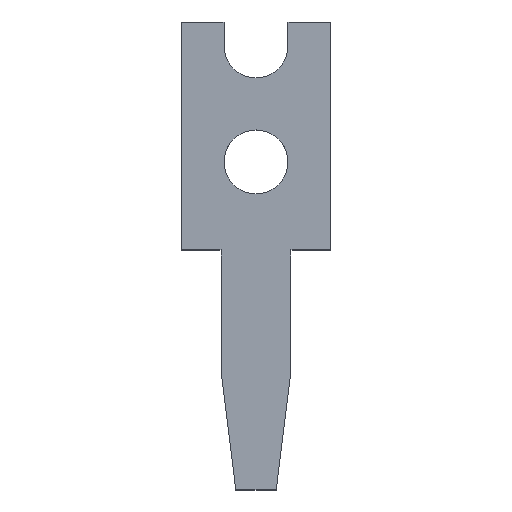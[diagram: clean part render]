
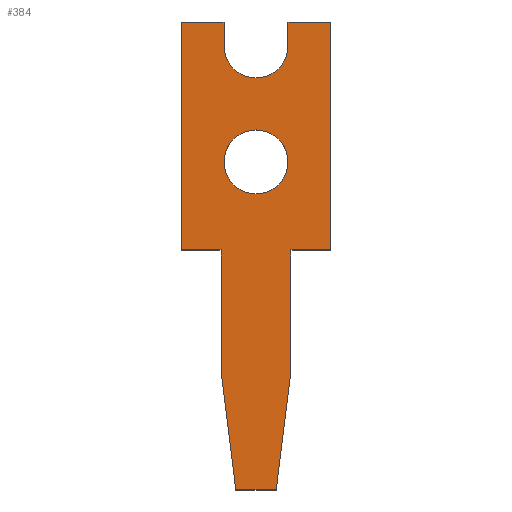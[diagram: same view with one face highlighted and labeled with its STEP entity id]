
A CAD part, top view. The second image highlights one B-rep face of the part: STEP entity #384.
In plain terms, the highlighted planar face has unit normal (0, 0, 1).
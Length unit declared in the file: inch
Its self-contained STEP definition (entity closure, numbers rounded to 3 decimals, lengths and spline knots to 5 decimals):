
#2 = LINE ( 'NONE', #94, #51 ) ;
#6 = EDGE_CURVE ( 'NONE', #523, #222, #455, .T. ) ;
#7 = VERTEX_POINT ( 'NONE', #138 ) ;
#8 = DIRECTION ( 'NONE',  ( 0., 0., -1. ) ) ;
#18 = DIRECTION ( 'NONE',  ( 1., 0., 0. ) ) ;
#19 = VERTEX_POINT ( 'NONE', #225 ) ;
#20 = CARTESIAN_POINT ( 'NONE',  ( 0., 0.222, 0.025 ) ) ;
#22 = DIRECTION ( 'NONE',  ( 0., -1., 0. ) ) ;
#24 = ORIENTED_EDGE ( 'NONE', *, *, #279, .T. ) ;
#26 = DIRECTION ( 'NONE',  ( 0., 0., -1. ) ) ;
#27 = CARTESIAN_POINT ( 'NONE',  ( 0.016, 0.234, 0.025 ) ) ;
#34 = EDGE_CURVE ( 'NONE', #100, #421, #357, .T. ) ;
#38 = LINE ( 'NONE', #460, #569 ) ;
#39 = DIRECTION ( 'NONE',  ( -1., 0., 0. ) ) ;
#43 = CARTESIAN_POINT ( 'NONE',  ( -0.0175, 0.12, 0.025 ) ) ;
#48 = VERTEX_POINT ( 'NONE', #553 ) ;
#51 = VECTOR ( 'NONE', #191, 39.37008 ) ;
#59 = EDGE_LOOP ( 'NONE', ( #158, #199 ) ) ;
#62 = LINE ( 'NONE', #475, #89 ) ;
#65 = LINE ( 'NONE', #204, #383 ) ;
#74 = DIRECTION ( 'NONE',  ( 0.122, -0.993, 0. ) ) ;
#77 = LINE ( 'NONE', #454, #190 ) ;
#89 = VECTOR ( 'NONE', #248, 39.37008 ) ;
#90 = VERTEX_POINT ( 'NONE', #43 ) ;
#94 = CARTESIAN_POINT ( 'NONE',  ( 0.01013, 0., 0.025 ) ) ;
#100 = VERTEX_POINT ( 'NONE', #192 ) ;
#102 = EDGE_CURVE ( 'NONE', #48, #276, #401, .T. ) ;
#107 = FACE_BOUND ( 'NONE', #59, .T. ) ;
#110 = ORIENTED_EDGE ( 'NONE', *, *, #492, .T. ) ;
#115 = CARTESIAN_POINT ( 'NONE',  ( -0.0175, 0.06, 0.025 ) ) ;
#119 = DIRECTION ( 'NONE',  ( 0., 0., 1. ) ) ;
#130 = AXIS2_PLACEMENT_3D ( 'NONE', #244, #289, #431 ) ;
#133 = VECTOR ( 'NONE', #18, 39.37008 ) ;
#134 = EDGE_CURVE ( 'NONE', #507, #90, #385, .T. ) ;
#138 = CARTESIAN_POINT ( 'NONE',  ( 0.01013, 0., 0.025 ) ) ;
#146 = EDGE_CURVE ( 'NONE', #90, #441, #62, .T. ) ;
#148 = ORIENTED_EDGE ( 'NONE', *, *, #146, .T. ) ;
#150 = DIRECTION ( 'NONE',  ( -1., 0., 0. ) ) ;
#152 = AXIS2_PLACEMENT_3D ( 'NONE', #20, #119, #403 ) ;
#155 = EDGE_LOOP ( 'NONE', ( #349, #470, #24, #589, #532, #405, #566, #272, #110, #266, #148, #337, #208, #501 ) ) ;
#158 = ORIENTED_EDGE ( 'NONE', *, *, #468, .T. ) ;
#163 = CARTESIAN_POINT ( 'NONE',  ( -0.01013, 0., 0.025 ) ) ;
#166 = FACE_OUTER_BOUND ( 'NONE', #155, .T. ) ;
#170 = VECTOR ( 'NONE', #228, 39.37008 ) ;
#174 = DIRECTION ( 'NONE',  ( 0., 1., 0. ) ) ;
#183 = CARTESIAN_POINT ( 'NONE',  ( 0.0175, 0.06, 0.025 ) ) ;
#184 = DIRECTION ( 'NONE',  ( 0., -1., 0. ) ) ;
#190 = VECTOR ( 'NONE', #74, 39.37008 ) ;
#191 = DIRECTION ( 'NONE',  ( 0.122, 0.993, 0. ) ) ;
#192 = CARTESIAN_POINT ( 'NONE',  ( 0.0375, 0.234, 0.025 ) ) ;
#199 = ORIENTED_EDGE ( 'NONE', *, *, #102, .T. ) ;
#204 = CARTESIAN_POINT ( 'NONE',  ( 0.016, 0.222, 0.025 ) ) ;
#208 = ORIENTED_EDGE ( 'NONE', *, *, #359, .T. ) ;
#209 = CARTESIAN_POINT ( 'NONE',  ( -0.016, 0.222, 0.025 ) ) ;
#210 = AXIS2_PLACEMENT_3D ( 'NONE', #259, #26, #355 ) ;
#212 = LINE ( 'NONE', #551, #433 ) ;
#219 = EDGE_CURVE ( 'NONE', #477, #297, #483, .T. ) ;
#221 = VECTOR ( 'NONE', #593, 39.37008 ) ;
#222 = VERTEX_POINT ( 'NONE', #231 ) ;
#225 = CARTESIAN_POINT ( 'NONE',  ( 0.0375, 0.12, 0.025 ) ) ;
#228 = DIRECTION ( 'NONE',  ( -1., 0., 0. ) ) ;
#229 = VERTEX_POINT ( 'NONE', #592 ) ;
#231 = CARTESIAN_POINT ( 'NONE',  ( 0.0175, 0.12, 0.025 ) ) ;
#234 = CARTESIAN_POINT ( 'NONE',  ( -0.016, 0.164, 0.025 ) ) ;
#241 = EDGE_CURVE ( 'NONE', #297, #358, #363, .T. ) ;
#244 = CARTESIAN_POINT ( 'NONE',  ( 0., 0.164, 0.025 ) ) ;
#245 = LINE ( 'NONE', #435, #133 ) ;
#248 = DIRECTION ( 'NONE',  ( 0., -1., 0. ) ) ;
#258 = EDGE_CURVE ( 'NONE', #7, #523, #2, .T. ) ;
#259 = CARTESIAN_POINT ( 'NONE',  ( 0., 0.164, 0.025 ) ) ;
#260 = CARTESIAN_POINT ( 'NONE',  ( 0.0375, 0.222, 0.025 ) ) ;
#266 = ORIENTED_EDGE ( 'NONE', *, *, #134, .T. ) ;
#272 = ORIENTED_EDGE ( 'NONE', *, *, #575, .T. ) ;
#273 = DIRECTION ( 'NONE',  ( 1., 0., 0. ) ) ;
#276 = VERTEX_POINT ( 'NONE', #234 ) ;
#279 = EDGE_CURVE ( 'NONE', #19, #100, #513, .T. ) ;
#280 = LINE ( 'NONE', #415, #329 ) ;
#289 = DIRECTION ( 'NONE',  ( 0., 0., -1. ) ) ;
#297 = VERTEX_POINT ( 'NONE', #209 ) ;
#304 = VECTOR ( 'NONE', #481, 39.37008 ) ;
#320 = CARTESIAN_POINT ( 'NONE',  ( -0.016, 0.222, 0.025 ) ) ;
#329 = VECTOR ( 'NONE', #273, 39.37008 ) ;
#337 = ORIENTED_EDGE ( 'NONE', *, *, #414, .T. ) ;
#349 = ORIENTED_EDGE ( 'NONE', *, *, #6, .T. ) ;
#354 = VERTEX_POINT ( 'NONE', #163 ) ;
#355 = DIRECTION ( 'NONE',  ( -1., 0., 0. ) ) ;
#357 = LINE ( 'NONE', #496, #170 ) ;
#358 = VERTEX_POINT ( 'NONE', #571 ) ;
#359 = EDGE_CURVE ( 'NONE', #354, #7, #245, .T. ) ;
#363 = LINE ( 'NONE', #320, #594 ) ;
#367 = EDGE_CURVE ( 'NONE', #421, #477, #65, .T. ) ;
#375 = CARTESIAN_POINT ( 'NONE',  ( 0., 0.12, 0.025 ) ) ;
#383 = VECTOR ( 'NONE', #22, 39.37008 ) ;
#384 = ADVANCED_FACE ( 'NONE', ( #107, #166 ), #438, .T. ) ;
#385 = LINE ( 'NONE', #375, #568 ) ;
#401 = CIRCLE ( 'NONE', #130, 0.016 ) ;
#403 = DIRECTION ( 'NONE',  ( 1., 0., 0. ) ) ;
#405 = ORIENTED_EDGE ( 'NONE', *, *, #219, .T. ) ;
#407 = CARTESIAN_POINT ( 'NONE',  ( 0.0175, 0.222, 0.025 ) ) ;
#414 = EDGE_CURVE ( 'NONE', #441, #354, #77, .T. ) ;
#415 = CARTESIAN_POINT ( 'NONE',  ( 0., 0.12, 0.025 ) ) ;
#421 = VERTEX_POINT ( 'NONE', #27 ) ;
#431 = DIRECTION ( 'NONE',  ( -1., 0., 0. ) ) ;
#433 = VECTOR ( 'NONE', #184, 39.37008 ) ;
#435 = CARTESIAN_POINT ( 'NONE',  ( 0., 0., 0.025 ) ) ;
#438 = PLANE ( 'NONE',  #152 ) ;
#441 = VERTEX_POINT ( 'NONE', #115 ) ;
#454 = CARTESIAN_POINT ( 'NONE',  ( -0.0175, 0.06, 0.025 ) ) ;
#455 = LINE ( 'NONE', #407, #221 ) ;
#460 = CARTESIAN_POINT ( 'NONE',  ( 0., 0.234, 0.025 ) ) ;
#468 = EDGE_CURVE ( 'NONE', #276, #48, #498, .T. ) ;
#470 = ORIENTED_EDGE ( 'NONE', *, *, #547, .T. ) ;
#475 = CARTESIAN_POINT ( 'NONE',  ( -0.0175, 0.222, 0.025 ) ) ;
#477 = VERTEX_POINT ( 'NONE', #497 ) ;
#481 = DIRECTION ( 'NONE',  ( 0., 1., 0. ) ) ;
#483 = CIRCLE ( 'NONE', #556, 0.016 ) ;
#492 = EDGE_CURVE ( 'NONE', #229, #507, #212, .T. ) ;
#496 = CARTESIAN_POINT ( 'NONE',  ( 0., 0.234, 0.025 ) ) ;
#497 = CARTESIAN_POINT ( 'NONE',  ( 0.016, 0.222, 0.025 ) ) ;
#498 = CIRCLE ( 'NONE', #210, 0.016 ) ;
#501 = ORIENTED_EDGE ( 'NONE', *, *, #258, .T. ) ;
#502 = CARTESIAN_POINT ( 'NONE',  ( -0.0375, 0.12, 0.025 ) ) ;
#507 = VERTEX_POINT ( 'NONE', #502 ) ;
#513 = LINE ( 'NONE', #260, #304 ) ;
#515 = DIRECTION ( 'NONE',  ( 1., 0., 0. ) ) ;
#523 = VERTEX_POINT ( 'NONE', #183 ) ;
#532 = ORIENTED_EDGE ( 'NONE', *, *, #367, .T. ) ;
#547 = EDGE_CURVE ( 'NONE', #222, #19, #280, .T. ) ;
#551 = CARTESIAN_POINT ( 'NONE',  ( -0.0375, 0.222, 0.025 ) ) ;
#553 = CARTESIAN_POINT ( 'NONE',  ( 0.016, 0.164, 0.025 ) ) ;
#556 = AXIS2_PLACEMENT_3D ( 'NONE', #560, #8, #150 ) ;
#560 = CARTESIAN_POINT ( 'NONE',  ( 0., 0.222, 0.025 ) ) ;
#566 = ORIENTED_EDGE ( 'NONE', *, *, #241, .T. ) ;
#568 = VECTOR ( 'NONE', #515, 39.37008 ) ;
#569 = VECTOR ( 'NONE', #39, 39.37008 ) ;
#571 = CARTESIAN_POINT ( 'NONE',  ( -0.016, 0.234, 0.025 ) ) ;
#575 = EDGE_CURVE ( 'NONE', #358, #229, #38, .T. ) ;
#589 = ORIENTED_EDGE ( 'NONE', *, *, #34, .T. ) ;
#592 = CARTESIAN_POINT ( 'NONE',  ( -0.0375, 0.234, 0.025 ) ) ;
#593 = DIRECTION ( 'NONE',  ( 0., 1., 0. ) ) ;
#594 = VECTOR ( 'NONE', #174, 39.37008 ) ;
